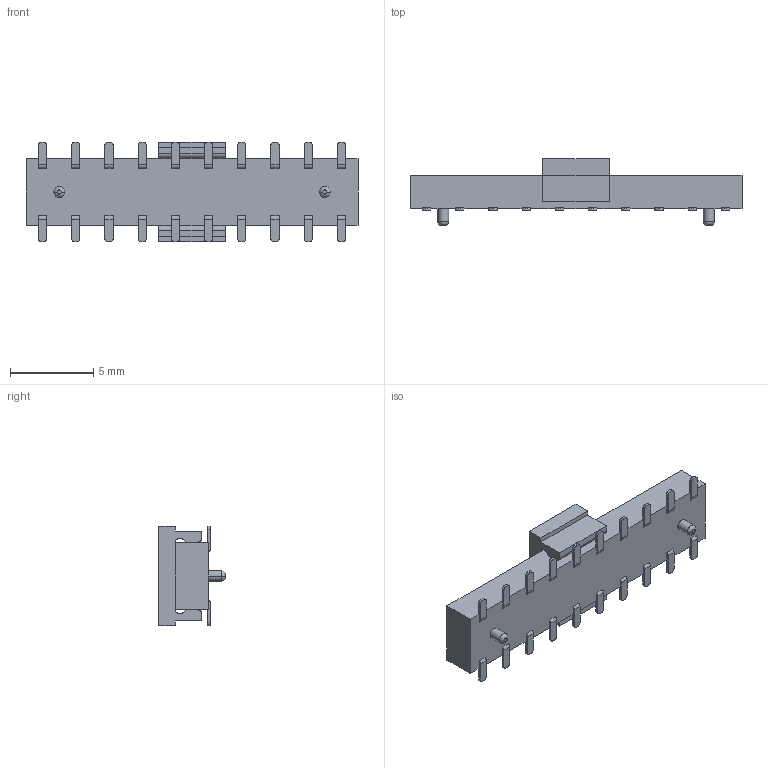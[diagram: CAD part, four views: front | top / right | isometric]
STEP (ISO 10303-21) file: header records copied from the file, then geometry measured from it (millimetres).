
FILE_DESCRIPTION( ('This file contains a STEP AP42 implementation' ,'as created by ZW3D STEP Interface translator.') ,'2;1' );
FILE_NAME( '2220t-2XXMXXCUNX2.stp' ,'23 412. 9 423', (''), ('ZWCAD Software Co.'), 'Version 1.0', 'ZW3D to STEP translator', '' );
FILE_SCHEMA(('AUTOMOTIVE_DESIGN { 1 0 10303 214 1 1 1 1 }'));
Length unit declared in the file: millimetre
Products named in the file (2): 0; 2220t-210mxxcunr2
Bounding box: 20 x 4 x 6 mm (x, y, z)
Volume: 7 mm3; surface area: 627.1 mm2
Topology: 4 solids, 5 shells, 1532 faces, 4337 edges, 2798 vertices
Faces by surface type: plane 956, cylinder 572, bspline 4
Entity records: 53133 total; most frequent: CARTESIAN_POINT 11918, ORIENTED_EDGE 8776, DIRECTION 7712, EDGE_CURVE 4338, VECTOR 3142, LINE 3142, VERTEX_POINT 2799, AXIS2_PLACEMENT_3D 2285
